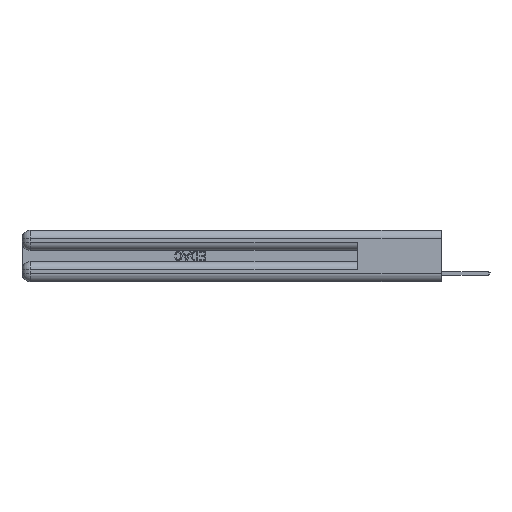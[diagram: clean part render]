
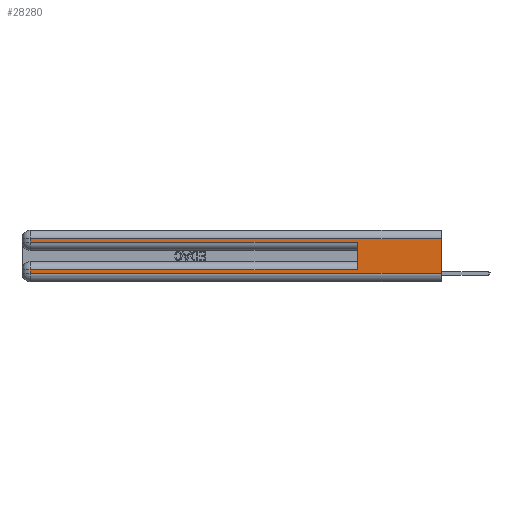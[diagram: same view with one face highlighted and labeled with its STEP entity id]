
A CAD part, left-side view. The second image highlights one B-rep face of the part: STEP entity #28280.
In plain terms, the highlighted planar face has unit normal (-1, 0, 0).
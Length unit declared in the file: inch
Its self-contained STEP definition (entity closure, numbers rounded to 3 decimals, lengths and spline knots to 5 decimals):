
#106 = DIRECTION ( 'NONE',  ( 0., 0., 1. ) ) ;
#109 = EDGE_CURVE ( 'NONE', #9979, #1974, #242, .T. ) ;
#217 = ORIENTED_EDGE ( 'NONE', *, *, #11245, .T. ) ;
#242 = LINE ( 'NONE', #9597, #20092 ) ;
#944 = VECTOR ( 'NONE', #25355, 39.37008 ) ;
#1089 = CARTESIAN_POINT ( 'NONE',  ( 0., 2.94, 0.37 ) ) ;
#1344 = DIRECTION ( 'NONE',  ( 0., -1., 0. ) ) ;
#1834 = CARTESIAN_POINT ( 'NONE',  ( 0., 0., 0.31 ) ) ;
#1974 = VERTEX_POINT ( 'NONE', #20712 ) ;
#2578 = ORIENTED_EDGE ( 'NONE', *, *, #109, .T. ) ;
#3341 = VERTEX_POINT ( 'NONE', #28946 ) ;
#3425 = EDGE_CURVE ( 'NONE', #25426, #3341, #9679, .T. ) ;
#3662 = DIRECTION ( 'NONE',  ( 0., 0., -1. ) ) ;
#4109 = LINE ( 'NONE', #13590, #12633 ) ;
#4680 = EDGE_CURVE ( 'NONE', #9979, #15329, #4109, .T. ) ;
#5771 = ORIENTED_EDGE ( 'NONE', *, *, #22979, .T. ) ;
#6932 = VERTEX_POINT ( 'NONE', #25660 ) ;
#8502 = CARTESIAN_POINT ( 'NONE',  ( 0., 0., 0.37 ) ) ;
#8874 = ORIENTED_EDGE ( 'NONE', *, *, #3425, .T. ) ;
#9099 = DIRECTION ( 'NONE',  ( 0., 0., -1. ) ) ;
#9597 = CARTESIAN_POINT ( 'NONE',  ( 0., 0., 0.31 ) ) ;
#9679 = LINE ( 'NONE', #17250, #13057 ) ;
#9694 = AXIS2_PLACEMENT_3D ( 'NONE', #8502, #29630, #3662 ) ;
#9711 = CARTESIAN_POINT ( 'NONE',  ( 0., 0.6, 0.085 ) ) ;
#9773 = VECTOR ( 'NONE', #106, 39.37008 ) ;
#9957 = LINE ( 'NONE', #22061, #24353 ) ;
#9979 = VERTEX_POINT ( 'NONE', #1834 ) ;
#10008 = EDGE_CURVE ( 'NONE', #22202, #6932, #26547, .T. ) ;
#10990 = CARTESIAN_POINT ( 'NONE',  ( 0., 0., 0.085 ) ) ;
#11245 = EDGE_CURVE ( 'NONE', #3341, #15329, #9957, .T. ) ;
#12633 = VECTOR ( 'NONE', #9099, 39.37008 ) ;
#12707 = CARTESIAN_POINT ( 'NONE',  ( 0., 0., 0.285 ) ) ;
#13057 = VECTOR ( 'NONE', #28792, 39.37008 ) ;
#13147 = EDGE_CURVE ( 'NONE', #30288, #6932, #19841, .T. ) ;
#13590 = CARTESIAN_POINT ( 'NONE',  ( 0., 0., 0.37 ) ) ;
#14021 = CARTESIAN_POINT ( 'NONE',  ( 0., 0., 0.06 ) ) ;
#15329 = VERTEX_POINT ( 'NONE', #14021 ) ;
#15483 = LINE ( 'NONE', #10990, #18397 ) ;
#17099 = CARTESIAN_POINT ( 'NONE',  ( 0., 2.94, 0.285 ) ) ;
#17250 = CARTESIAN_POINT ( 'NONE',  ( 0., 2.94, 0.37 ) ) ;
#18397 = VECTOR ( 'NONE', #22948, 39.37008 ) ;
#18792 = ORIENTED_EDGE ( 'NONE', *, *, #4680, .F. ) ;
#19816 = EDGE_CURVE ( 'NONE', #1974, #30288, #24897, .T. ) ;
#19841 = LINE ( 'NONE', #12707, #23302 ) ;
#20092 = VECTOR ( 'NONE', #24034, 39.37008 ) ;
#20712 = CARTESIAN_POINT ( 'NONE',  ( 0., 2.94, 0.31 ) ) ;
#20750 = FACE_OUTER_BOUND ( 'NONE', #26924, .T. ) ;
#22061 = CARTESIAN_POINT ( 'NONE',  ( 0., 0., 0.06 ) ) ;
#22202 = VERTEX_POINT ( 'NONE', #9711 ) ;
#22798 = CARTESIAN_POINT ( 'NONE',  ( 0., 2.94, 0.085 ) ) ;
#22948 = DIRECTION ( 'NONE',  ( 0., 1., 0. ) ) ;
#22979 = EDGE_CURVE ( 'NONE', #22202, #25426, #15483, .T. ) ;
#23302 = VECTOR ( 'NONE', #1344, 39.37008 ) ;
#23846 = ORIENTED_EDGE ( 'NONE', *, *, #10008, .F. ) ;
#24034 = DIRECTION ( 'NONE',  ( 0., 1., 0. ) ) ;
#24353 = VECTOR ( 'NONE', #29229, 39.37008 ) ;
#24364 = CARTESIAN_POINT ( 'NONE',  ( 0., 0.6, 0.145 ) ) ;
#24897 = LINE ( 'NONE', #1089, #944 ) ;
#25281 = PLANE ( 'NONE',  #9694 ) ;
#25355 = DIRECTION ( 'NONE',  ( 0., 0., -1. ) ) ;
#25426 = VERTEX_POINT ( 'NONE', #22798 ) ;
#25660 = CARTESIAN_POINT ( 'NONE',  ( 0., 0.6, 0.285 ) ) ;
#26547 = LINE ( 'NONE', #24364, #9773 ) ;
#26924 = EDGE_LOOP ( 'NONE', ( #18792, #2578, #29485, #28260, #23846, #5771, #8874, #217 ) ) ;
#28260 = ORIENTED_EDGE ( 'NONE', *, *, #13147, .T. ) ;
#28280 = ADVANCED_FACE ( 'NONE', ( #20750 ), #25281, .F. ) ;
#28792 = DIRECTION ( 'NONE',  ( 0., 0., -1. ) ) ;
#28946 = CARTESIAN_POINT ( 'NONE',  ( 0., 2.94, 0.06 ) ) ;
#29229 = DIRECTION ( 'NONE',  ( 0., -1., 0. ) ) ;
#29485 = ORIENTED_EDGE ( 'NONE', *, *, #19816, .T. ) ;
#29630 = DIRECTION ( 'NONE',  ( 1., 0., 0. ) ) ;
#30288 = VERTEX_POINT ( 'NONE', #17099 ) ;
